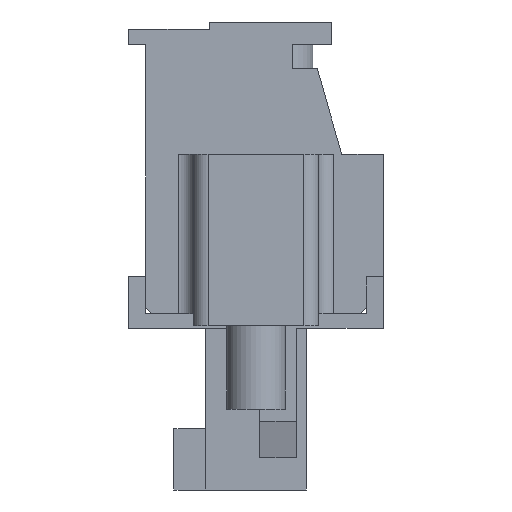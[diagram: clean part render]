
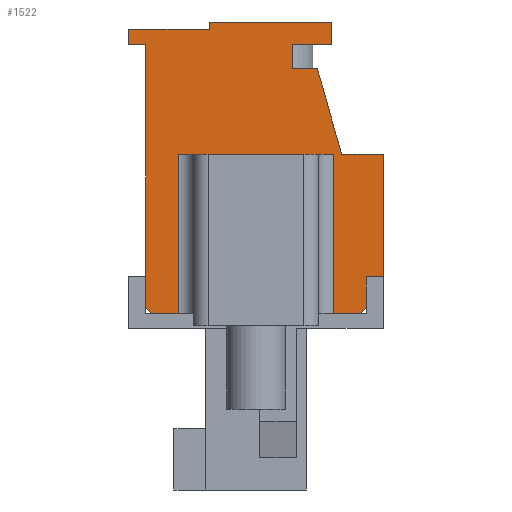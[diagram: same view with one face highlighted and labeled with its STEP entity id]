
A CAD part, left-side view. The second image highlights one B-rep face of the part: STEP entity #1522.
In plain terms, the highlighted planar face has unit normal (-1, 0, 0).
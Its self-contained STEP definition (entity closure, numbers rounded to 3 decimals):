
#1522 = ADVANCED_FACE( '', ( #3417 ), #3418, .T. );
#3417 = FACE_OUTER_BOUND( '', #5809, .T. );
#3418 = PLANE( '', #5810 );
#5809 = EDGE_LOOP( '', ( #9689, #9690, #9691, #9692, #9693, #9694, #9695, #9696, #9697, #9698, #9699, #9700, #9701, #9702, #9703, #9704, #9705, #9706, #9707, #9708, #9709, #9710 ) );
#5810 = AXIS2_PLACEMENT_3D( '', #9711, #9712, #9713 );
#9689 = ORIENTED_EDGE( '', *, *, #15893, .T. );
#9690 = ORIENTED_EDGE( '', *, *, #15894, .T. );
#9691 = ORIENTED_EDGE( '', *, *, #14963, .T. );
#9692 = ORIENTED_EDGE( '', *, *, #14821, .T. );
#9693 = ORIENTED_EDGE( '', *, *, #15895, .F. );
#9694 = ORIENTED_EDGE( '', *, *, #15650, .T. );
#9695 = ORIENTED_EDGE( '', *, *, #14973, .T. );
#9696 = ORIENTED_EDGE( '', *, *, #15896, .T. );
#9697 = ORIENTED_EDGE( '', *, *, #14601, .T. );
#9698 = ORIENTED_EDGE( '', *, *, #14873, .T. );
#9699 = ORIENTED_EDGE( '', *, *, #15897, .T. );
#9700 = ORIENTED_EDGE( '', *, *, #15192, .T. );
#9701 = ORIENTED_EDGE( '', *, *, #15898, .T. );
#9702 = ORIENTED_EDGE( '', *, *, #15899, .T. );
#9703 = ORIENTED_EDGE( '', *, *, #15900, .T. );
#9704 = ORIENTED_EDGE( '', *, *, #15901, .T. );
#9705 = ORIENTED_EDGE( '', *, *, #15902, .T. );
#9706 = ORIENTED_EDGE( '', *, *, #15903, .T. );
#9707 = ORIENTED_EDGE( '', *, *, #15904, .T. );
#9708 = ORIENTED_EDGE( '', *, *, #15012, .T. );
#9709 = ORIENTED_EDGE( '', *, *, #15905, .T. );
#9710 = ORIENTED_EDGE( '', *, *, #15906, .T. );
#9711 = CARTESIAN_POINT( '', ( -10.5, 0., 0. ) );
#9712 = DIRECTION( '', ( -1., 0., 0. ) );
#9713 = DIRECTION( '', ( 0., 0., 1. ) );
#14601 = EDGE_CURVE( '', #17445, #17446, #17447, .T. );
#14821 = EDGE_CURVE( '', #17835, #17839, #17841, .F. );
#14873 = EDGE_CURVE( '', #17446, #17924, #17926, .T. );
#14963 = EDGE_CURVE( '', #18087, #17835, #18088, .T. );
#14973 = EDGE_CURVE( '', #18107, #18105, #18108, .T. );
#15012 = EDGE_CURVE( '', #18175, #18176, #18177, .T. );
#15192 = EDGE_CURVE( '', #18486, #18487, #18488, .T. );
#15650 = EDGE_CURVE( '', #19263, #18107, #19264, .F. );
#15893 = EDGE_CURVE( '', #19638, #19639, #19640, .T. );
#15894 = EDGE_CURVE( '', #19639, #18087, #19641, .F. );
#15895 = EDGE_CURVE( '', #19263, #17839, #19642, .T. );
#15896 = EDGE_CURVE( '', #18105, #17445, #19643, .F. );
#15897 = EDGE_CURVE( '', #17924, #18486, #19644, .T. );
#15898 = EDGE_CURVE( '', #18487, #19645, #19646, .T. );
#15899 = EDGE_CURVE( '', #19645, #19647, #19648, .T. );
#15900 = EDGE_CURVE( '', #19647, #19649, #19650, .T. );
#15901 = EDGE_CURVE( '', #19649, #19651, #19652, .T. );
#15902 = EDGE_CURVE( '', #19651, #19653, #19654, .T. );
#15903 = EDGE_CURVE( '', #19653, #19655, #19656, .T. );
#15904 = EDGE_CURVE( '', #19655, #18175, #19657, .T. );
#15905 = EDGE_CURVE( '', #18176, #19658, #19659, .T. );
#15906 = EDGE_CURVE( '', #19658, #19638, #19660, .T. );
#17445 = VERTEX_POINT( '', #21608 );
#17446 = VERTEX_POINT( '', #21609 );
#17447 = LINE( '', #21610, #21611 );
#17835 = VERTEX_POINT( '', #22169 );
#17839 = VERTEX_POINT( '', #22174 );
#17841 = LINE( '', #22176, #22177 );
#17924 = VERTEX_POINT( '', #22290 );
#17926 = LINE( '', #22293, #22294 );
#18087 = VERTEX_POINT( '', #22535 );
#18088 = LINE( '', #22536, #22537 );
#18105 = VERTEX_POINT( '', #22558 );
#18107 = VERTEX_POINT( '', #22561 );
#18108 = LINE( '', #22562, #22563 );
#18175 = VERTEX_POINT( '', #22661 );
#18176 = VERTEX_POINT( '', #22662 );
#18177 = LINE( '', #22663, #22664 );
#18486 = VERTEX_POINT( '', #23111 );
#18487 = VERTEX_POINT( '', #23112 );
#18488 = LINE( '', #23113, #23114 );
#19263 = VERTEX_POINT( '', #24264 );
#19264 = LINE( '', #24265, #24266 );
#19638 = VERTEX_POINT( '', #24804 );
#19639 = VERTEX_POINT( '', #24805 );
#19640 = LINE( '', #24806, #24807 );
#19641 = LINE( '', #24808, #24809 );
#19642 = LINE( '', #24810, #24811 );
#19643 = LINE( '', #24812, #24813 );
#19644 = LINE( '', #24814, #24815 );
#19645 = VERTEX_POINT( '', #24816 );
#19646 = LINE( '', #24817, #24818 );
#19647 = VERTEX_POINT( '', #24819 );
#19648 = LINE( '', #24820, #24821 );
#19649 = VERTEX_POINT( '', #24822 );
#19650 = LINE( '', #24823, #24824 );
#19651 = VERTEX_POINT( '', #24825 );
#19652 = LINE( '', #24826, #24827 );
#19653 = VERTEX_POINT( '', #24828 );
#19654 = LINE( '', #24829, #24830 );
#19655 = VERTEX_POINT( '', #24831 );
#19656 = LINE( '', #24832, #24833 );
#19657 = LINE( '', #24834, #24835 );
#19658 = VERTEX_POINT( '', #24836 );
#19659 = LINE( '', #24837, #24838 );
#19660 = LINE( '', #24839, #24840 );
#21608 = CARTESIAN_POINT( '', ( -10.5, -4.5, -4.99 ) );
#21609 = CARTESIAN_POINT( '', ( -10.5, -4.5, -3.74 ) );
#21610 = CARTESIAN_POINT( '', ( -10.5, -4.5, -5.74 ) );
#21611 = VECTOR( '', #27538, 1000. );
#22169 = CARTESIAN_POINT( '', ( -10.5, 3.15, -5.24 ) );
#22174 = CARTESIAN_POINT( '', ( -10.5, 3.15, 1.26 ) );
#22176 = CARTESIAN_POINT( '', ( -10.5, 3.15, 0. ) );
#22177 = VECTOR( '', #27748, 1000. );
#22290 = CARTESIAN_POINT( '', ( -10.5, -5.2, -3.74 ) );
#22293 = CARTESIAN_POINT( '', ( -10.5, -4.5, -3.74 ) );
#22294 = VECTOR( '', #27807, 1000. );
#22535 = CARTESIAN_POINT( '', ( -10.5, 4.25, -5.24 ) );
#22536 = CARTESIAN_POINT( '', ( -10.5, 0., -5.24 ) );
#22537 = VECTOR( '', #27893, 1000. );
#22558 = CARTESIAN_POINT( '', ( -10.5, -4.25, -5.24 ) );
#22561 = CARTESIAN_POINT( '', ( -10.5, -3.15, -5.24 ) );
#22562 = CARTESIAN_POINT( '', ( -10.5, 0., -5.24 ) );
#22563 = VECTOR( '', #27911, 1000. );
#22661 = CARTESIAN_POINT( '', ( -10.5, 1.9, 6.36 ) );
#22662 = CARTESIAN_POINT( '', ( -10.5, 5.2, 6.36 ) );
#22663 = CARTESIAN_POINT( '', ( -10.5, 1.9, 6.36 ) );
#22664 = VECTOR( '', #27949, 1000. );
#23111 = CARTESIAN_POINT( '', ( -10.5, -5.2, 1.26 ) );
#23112 = CARTESIAN_POINT( '', ( -10.5, -3.5, 1.26 ) );
#23113 = CARTESIAN_POINT( '', ( -10.5, -5.2, 1.26 ) );
#23114 = VECTOR( '', #28120, 1000. );
#24264 = CARTESIAN_POINT( '', ( -10.5, -3.15, 1.26 ) );
#24265 = CARTESIAN_POINT( '', ( -10.5, -3.15, 0. ) );
#24266 = VECTOR( '', #28547, 1000. );
#24804 = CARTESIAN_POINT( '', ( -10.5, 4.5, 5.74 ) );
#24805 = CARTESIAN_POINT( '', ( -10.5, 4.5, -4.99 ) );
#24806 = CARTESIAN_POINT( '', ( -10.5, 4.5, 5.74 ) );
#24807 = VECTOR( '', #28795, 1000. );
#24808 = CARTESIAN_POINT( '', ( -10.5, 4.745, -4.745 ) );
#24809 = VECTOR( '', #28796, 1000. );
#24810 = CARTESIAN_POINT( '', ( -10.5, -2.55, 1.26 ) );
#24811 = VECTOR( '', #28797, 1000. );
#24812 = CARTESIAN_POINT( '', ( -10.5, -4.745, -4.745 ) );
#24813 = VECTOR( '', #28798, 1000. );
#24814 = CARTESIAN_POINT( '', ( -10.5, -5.2, -3.74 ) );
#24815 = VECTOR( '', #28799, 1000. );
#24816 = CARTESIAN_POINT( '', ( -10.5, -2.5, 4.76 ) );
#24817 = CARTESIAN_POINT( '', ( -10.5, -3.5, 1.26 ) );
#24818 = VECTOR( '', #28800, 1000. );
#24819 = CARTESIAN_POINT( '', ( -10.5, -1.5, 4.76 ) );
#24820 = CARTESIAN_POINT( '', ( -10.5, -1.5, 4.76 ) );
#24821 = VECTOR( '', #28801, 1000. );
#24822 = CARTESIAN_POINT( '', ( -10.5, -1.5, 5.76 ) );
#24823 = CARTESIAN_POINT( '', ( -10.5, -1.5, 4.76 ) );
#24824 = VECTOR( '', #28802, 1000. );
#24825 = CARTESIAN_POINT( '', ( -10.5, -3.1, 5.76 ) );
#24826 = CARTESIAN_POINT( '', ( -10.5, -1.5, 5.76 ) );
#24827 = VECTOR( '', #28803, 1000. );
#24828 = CARTESIAN_POINT( '', ( -10.5, -3.1, 6.66 ) );
#24829 = CARTESIAN_POINT( '', ( -10.5, -3.1, 5.76 ) );
#24830 = VECTOR( '', #28804, 1000. );
#24831 = CARTESIAN_POINT( '', ( -10.5, 1.9, 6.66 ) );
#24832 = CARTESIAN_POINT( '', ( -10.5, -3.1, 6.66 ) );
#24833 = VECTOR( '', #28805, 1000. );
#24834 = CARTESIAN_POINT( '', ( -10.5, 1.9, 6.66 ) );
#24835 = VECTOR( '', #28806, 1000. );
#24836 = CARTESIAN_POINT( '', ( -10.5, 5.2, 5.74 ) );
#24837 = CARTESIAN_POINT( '', ( -10.5, 5.2, 6.36 ) );
#24838 = VECTOR( '', #28807, 1000. );
#24839 = CARTESIAN_POINT( '', ( -10.5, 5.2, 5.74 ) );
#24840 = VECTOR( '', #28808, 1000. );
#27538 = DIRECTION( '', ( 0., 0., 1. ) );
#27748 = DIRECTION( '', ( 0., 0., -1. ) );
#27807 = DIRECTION( '', ( 0., -1., 0. ) );
#27893 = DIRECTION( '', ( 0., -1., 0. ) );
#27911 = DIRECTION( '', ( 0., -1., 0. ) );
#27949 = DIRECTION( '', ( 0., 1., 0. ) );
#28120 = DIRECTION( '', ( 0., 1., 0. ) );
#28547 = DIRECTION( '', ( 0., 0., 1. ) );
#28795 = DIRECTION( '', ( 0., 0., -1. ) );
#28796 = DIRECTION( '', ( 0., 0.707, 0.707 ) );
#28797 = DIRECTION( '', ( 0., 1., 0. ) );
#28798 = DIRECTION( '', ( 0., 0.707, -0.707 ) );
#28799 = DIRECTION( '', ( 0., 0., 1. ) );
#28800 = DIRECTION( '', ( 0., 0.275, 0.962 ) );
#28801 = DIRECTION( '', ( 0., 1., 0. ) );
#28802 = DIRECTION( '', ( 0., 0., 1. ) );
#28803 = DIRECTION( '', ( 0., -1., 0. ) );
#28804 = DIRECTION( '', ( 0., 0., 1. ) );
#28805 = DIRECTION( '', ( 0., 1., 0. ) );
#28806 = DIRECTION( '', ( 0., 0., -1. ) );
#28807 = DIRECTION( '', ( 0., 0., -1. ) );
#28808 = DIRECTION( '', ( 0., -1., 0. ) );
